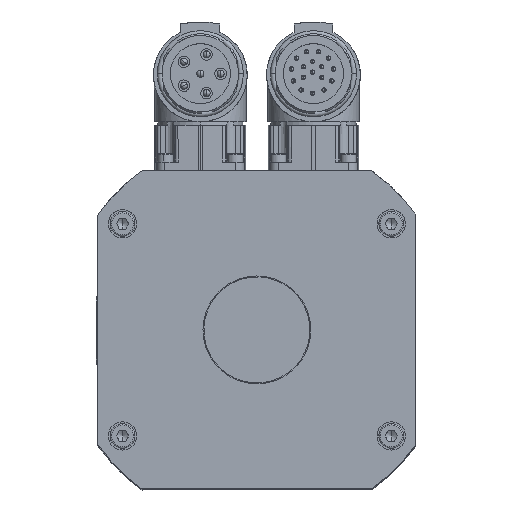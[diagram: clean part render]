
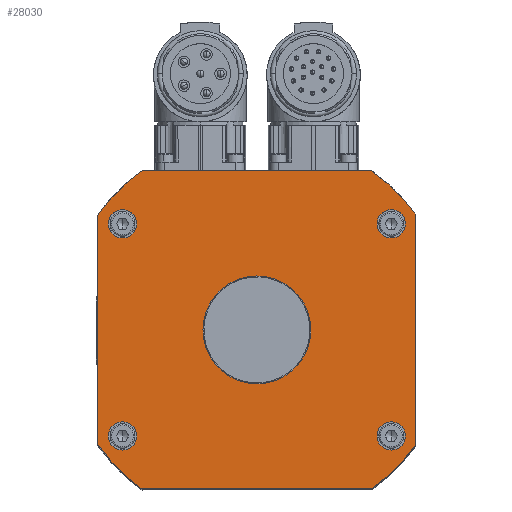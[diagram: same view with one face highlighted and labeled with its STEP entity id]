
A CAD part, top view. The second image highlights one B-rep face of the part: STEP entity #28030.
In plain terms, the highlighted planar face has unit normal (0, 0, 1).
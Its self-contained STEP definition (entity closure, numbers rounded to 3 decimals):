
#10564=CARTESIAN_POINT('',(42.,30.,156.5));
#10565=VERTEX_POINT('',#10564);
#10581=CARTESIAN_POINT('',(34.,30.,156.5));
#10582=VERTEX_POINT('',#10581);
#10589=CARTESIAN_POINT('',(38.,30.,156.5));
#10590=DIRECTION('',(0.0,0.0,-1.0));
#10591=DIRECTION('',(1.0,0.,0.0));
#10592=AXIS2_PLACEMENT_3D('',#10589,#10590,#10591);
#10593=CIRCLE('',#10592,4.0);
#10594=EDGE_CURVE('',#10565,#10582,#10593,.T.);
#10627=CARTESIAN_POINT('',(-34.,30.,156.5));
#10628=VERTEX_POINT('',#10627);
#10644=CARTESIAN_POINT('',(-42.,30.,156.5));
#10645=VERTEX_POINT('',#10644);
#10652=CARTESIAN_POINT('',(-38.,30.,156.5));
#10653=DIRECTION('',(0.0,0.0,-1.0));
#10654=DIRECTION('',(1.0,0.,0.0));
#10655=AXIS2_PLACEMENT_3D('',#10652,#10653,#10654);
#10656=CIRCLE('',#10655,4.0);
#10657=EDGE_CURVE('',#10628,#10645,#10656,.T.);
#10690=CARTESIAN_POINT('',(-34.,-30.,156.5));
#10691=VERTEX_POINT('',#10690);
#10707=CARTESIAN_POINT('',(-42.,-30.,156.5));
#10708=VERTEX_POINT('',#10707);
#10715=CARTESIAN_POINT('',(-38.,-30.,156.5));
#10716=DIRECTION('',(0.0,0.0,-1.0));
#10717=DIRECTION('',(1.0,0.,0.0));
#10718=AXIS2_PLACEMENT_3D('',#10715,#10716,#10717);
#10719=CIRCLE('',#10718,4.0);
#10720=EDGE_CURVE('',#10691,#10708,#10719,.T.);
#10753=CARTESIAN_POINT('',(42.,-30.,156.5));
#10754=VERTEX_POINT('',#10753);
#10770=CARTESIAN_POINT('',(34.,-30.,156.5));
#10771=VERTEX_POINT('',#10770);
#10778=CARTESIAN_POINT('',(38.,-30.,156.5));
#10779=DIRECTION('',(0.0,0.0,-1.0));
#10780=DIRECTION('',(1.0,0.,0.0));
#10781=AXIS2_PLACEMENT_3D('',#10778,#10779,#10780);
#10782=CIRCLE('',#10781,4.0);
#10783=EDGE_CURVE('',#10754,#10771,#10782,.T.);
#10816=CARTESIAN_POINT('',(15.25,0.,156.5));
#10817=VERTEX_POINT('',#10816);
#10833=CARTESIAN_POINT('',(-15.25,0.,156.5));
#10834=VERTEX_POINT('',#10833);
#10841=CARTESIAN_POINT('',(0.,0.,156.5));
#10842=DIRECTION('',(0.0,0.0,-1.0));
#10843=DIRECTION('',(1.0,0.,0.0));
#10844=AXIS2_PLACEMENT_3D('',#10841,#10842,#10843);
#10845=CIRCLE('',#10844,15.25);
#10846=EDGE_CURVE('',#10817,#10834,#10845,.T.);
#27905=CARTESIAN_POINT('',(0.,0.,156.5));
#27906=DIRECTION('',(0.0,0.0,-1.0));
#27907=DIRECTION('',(0.,1.0,0.0));
#27908=AXIS2_PLACEMENT_3D('',#27905,#27906,#27907);
#27909=PLANE('',#27908);
#27910=CARTESIAN_POINT('',(45.,-32.485,156.5));
#27911=VERTEX_POINT('',#27910);
#27912=CARTESIAN_POINT('',(32.485,-45.,156.5));
#27913=VERTEX_POINT('',#27912);
#27914=CARTESIAN_POINT('',(0.,0.,156.5));
#27915=DIRECTION('',(0.0,0.0,-1.0));
#27916=DIRECTION('',(0.585,-0.811,0.0));
#27917=AXIS2_PLACEMENT_3D('',#27914,#27915,#27916);
#27918=CIRCLE('',#27917,55.5);
#27919=EDGE_CURVE('',#27911,#27913,#27918,.T.);
#27920=ORIENTED_EDGE('',*,*,#27919,.F.);
#27921=CARTESIAN_POINT('',(45.,32.485,156.5));
#27922=VERTEX_POINT('',#27921);
#27923=CARTESIAN_POINT('',(45.,32.485,156.5));
#27924=DIRECTION('',(0.,-1.0,0.0));
#27925=VECTOR('',#27924,64.969);
#27926=LINE('',#27923,#27925);
#27927=EDGE_CURVE('',#27922,#27911,#27926,.T.);
#27928=ORIENTED_EDGE('',*,*,#27927,.F.);
#27929=CARTESIAN_POINT('',(32.485,45.,156.5));
#27930=VERTEX_POINT('',#27929);
#27931=CARTESIAN_POINT('',(0.,0.,156.5));
#27932=DIRECTION('',(0.0,0.0,-1.));
#27933=DIRECTION('',(0.811,0.585,0.0));
#27934=AXIS2_PLACEMENT_3D('',#27931,#27932,#27933);
#27935=CIRCLE('',#27934,55.5);
#27936=EDGE_CURVE('',#27930,#27922,#27935,.T.);
#27937=ORIENTED_EDGE('',*,*,#27936,.F.);
#27938=CARTESIAN_POINT('',(-32.485,45.,156.5));
#27939=VERTEX_POINT('',#27938);
#27940=CARTESIAN_POINT('',(-32.485,45.,156.5));
#27941=DIRECTION('',(1.0,0.,0.0));
#27942=VECTOR('',#27941,64.969);
#27943=LINE('',#27940,#27942);
#27944=EDGE_CURVE('',#27939,#27930,#27943,.T.);
#27945=ORIENTED_EDGE('',*,*,#27944,.F.);
#27946=CARTESIAN_POINT('',(-45.,32.485,156.5));
#27947=VERTEX_POINT('',#27946);
#27948=CARTESIAN_POINT('',(0.,0.,156.5));
#27949=DIRECTION('',(0.0,0.0,-1.));
#27950=DIRECTION('',(-0.585,0.811,0.0));
#27951=AXIS2_PLACEMENT_3D('',#27948,#27949,#27950);
#27952=CIRCLE('',#27951,55.5);
#27953=EDGE_CURVE('',#27947,#27939,#27952,.T.);
#27954=ORIENTED_EDGE('',*,*,#27953,.F.);
#27955=CARTESIAN_POINT('',(-45.,-32.485,156.5));
#27956=VERTEX_POINT('',#27955);
#27957=CARTESIAN_POINT('',(-45.,-32.485,156.5));
#27958=DIRECTION('',(0.,1.0,0.0));
#27959=VECTOR('',#27958,64.969);
#27960=LINE('',#27957,#27959);
#27961=EDGE_CURVE('',#27956,#27947,#27960,.T.);
#27962=ORIENTED_EDGE('',*,*,#27961,.F.);
#27963=CARTESIAN_POINT('',(-32.485,-45.,156.5));
#27964=VERTEX_POINT('',#27963);
#27965=CARTESIAN_POINT('',(0.,0.,156.5));
#27966=DIRECTION('',(0.0,0.0,-1.0));
#27967=DIRECTION('',(-0.811,-0.585,0.0));
#27968=AXIS2_PLACEMENT_3D('',#27965,#27966,#27967);
#27969=CIRCLE('',#27968,55.5);
#27970=EDGE_CURVE('',#27964,#27956,#27969,.T.);
#27971=ORIENTED_EDGE('',*,*,#27970,.F.);
#27972=CARTESIAN_POINT('',(32.485,-45.,156.5));
#27973=DIRECTION('',(-1.0,0.,0.0));
#27974=VECTOR('',#27973,64.969);
#27975=LINE('',#27972,#27974);
#27976=EDGE_CURVE('',#27913,#27964,#27975,.T.);
#27977=ORIENTED_EDGE('',*,*,#27976,.F.);
#27978=EDGE_LOOP('',(#27920,#27928,#27937,#27945,#27954,#27962,#27971,#27977));
#27979=FACE_OUTER_BOUND('',#27978,.T.);
#27980=ORIENTED_EDGE('',*,*,#10594,.T.);
#27981=CARTESIAN_POINT('',(38.,30.,156.5));
#27982=DIRECTION('',(0.0,0.0,-1.0));
#27983=DIRECTION('',(1.0,0.,0.0));
#27984=AXIS2_PLACEMENT_3D('',#27981,#27982,#27983);
#27985=CIRCLE('',#27984,4.0);
#27986=EDGE_CURVE('',#10582,#10565,#27985,.T.);
#27987=ORIENTED_EDGE('',*,*,#27986,.T.);
#27988=EDGE_LOOP('',(#27980,#27987));
#27989=FACE_BOUND('',#27988,.T.);
#27990=ORIENTED_EDGE('',*,*,#10657,.T.);
#27991=CARTESIAN_POINT('',(-38.,30.,156.5));
#27992=DIRECTION('',(0.0,0.0,-1.0));
#27993=DIRECTION('',(1.0,0.,0.0));
#27994=AXIS2_PLACEMENT_3D('',#27991,#27992,#27993);
#27995=CIRCLE('',#27994,4.0);
#27996=EDGE_CURVE('',#10645,#10628,#27995,.T.);
#27997=ORIENTED_EDGE('',*,*,#27996,.T.);
#27998=EDGE_LOOP('',(#27990,#27997));
#27999=FACE_BOUND('',#27998,.T.);
#28000=ORIENTED_EDGE('',*,*,#10720,.T.);
#28001=CARTESIAN_POINT('',(-38.,-30.,156.5));
#28002=DIRECTION('',(0.0,0.0,-1.0));
#28003=DIRECTION('',(1.0,0.,0.0));
#28004=AXIS2_PLACEMENT_3D('',#28001,#28002,#28003);
#28005=CIRCLE('',#28004,4.0);
#28006=EDGE_CURVE('',#10708,#10691,#28005,.T.);
#28007=ORIENTED_EDGE('',*,*,#28006,.T.);
#28008=EDGE_LOOP('',(#28000,#28007));
#28009=FACE_BOUND('',#28008,.T.);
#28010=ORIENTED_EDGE('',*,*,#10783,.T.);
#28011=CARTESIAN_POINT('',(38.,-30.,156.5));
#28012=DIRECTION('',(0.0,0.0,-1.0));
#28013=DIRECTION('',(1.0,0.,0.0));
#28014=AXIS2_PLACEMENT_3D('',#28011,#28012,#28013);
#28015=CIRCLE('',#28014,4.0);
#28016=EDGE_CURVE('',#10771,#10754,#28015,.T.);
#28017=ORIENTED_EDGE('',*,*,#28016,.T.);
#28018=EDGE_LOOP('',(#28010,#28017));
#28019=FACE_BOUND('',#28018,.T.);
#28020=ORIENTED_EDGE('',*,*,#10846,.T.);
#28021=CARTESIAN_POINT('',(0.,0.,156.5));
#28022=DIRECTION('',(0.0,0.0,-1.0));
#28023=DIRECTION('',(1.0,0.,0.0));
#28024=AXIS2_PLACEMENT_3D('',#28021,#28022,#28023);
#28025=CIRCLE('',#28024,15.25);
#28026=EDGE_CURVE('',#10834,#10817,#28025,.T.);
#28027=ORIENTED_EDGE('',*,*,#28026,.T.);
#28028=EDGE_LOOP('',(#28020,#28027));
#28029=FACE_BOUND('',#28028,.T.);
#28030=ADVANCED_FACE('',(#27979,#27989,#27999,#28009,#28019,#28029),#27909,.F.);
